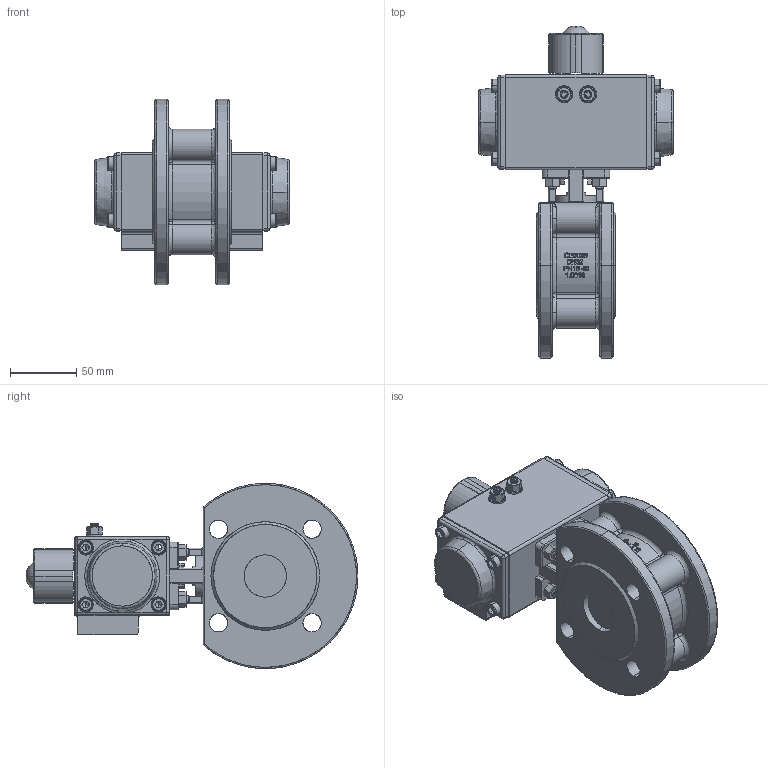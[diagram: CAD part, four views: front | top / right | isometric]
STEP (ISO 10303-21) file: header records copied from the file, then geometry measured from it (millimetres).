
FILE_DESCRIPTION (( 'STEP AP214' ), '1' );
FILE_NAME ('PK06_DN32 (PK06000006).STEP', '2022-05-02T07:47:45', ( '' ), ( '' ), 'SwSTEP 2.0', 'SolidWorks 2021', '' );
FILE_SCHEMA (( 'AUTOMOTIVE_DESIGN' ));
Length unit declared in the file: metre
Products named in the file (1): PK06_DN32 (PK06000006)
Bounding box: 147 x 250.65 x 140 mm (x, y, z)
Surface area: 140798.9 mm2 (no closed solid volume)
Topology: 0 solids, 620 shells, 810 faces, 4070 edges, 3801 vertices
Faces by surface type: cylinder 269, plane 260, bspline 187, cone 92, sphere 2
Entity records: 83213 total; most frequent: CARTESIAN_POINT 45760, DIRECTION 5022, ORIENTED_EDGE 4344, EDGE_CURVE 4029, VERTEX_POINT 3801, AXIS2_PLACEMENT_3D 1763, VECTOR 1496, LINE 1496
